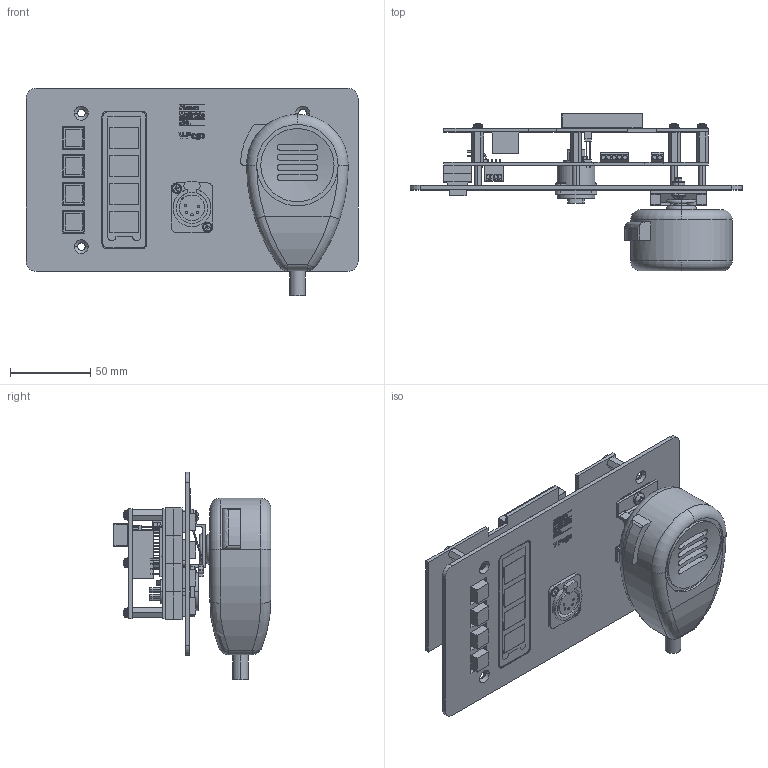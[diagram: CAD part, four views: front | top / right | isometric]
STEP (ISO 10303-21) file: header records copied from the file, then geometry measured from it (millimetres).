
FILE_DESCRIPTION (( 'STEP AP214' ), '1' );
FILE_NAME ('VP4X.STEP', '2023-09-28T20:56:10', ( '' ), ( '' ), 'SwSTEP 2.0', 'SolidWorks 2022', '' );
FILE_SCHEMA (( 'AUTOMOTIVE_DESIGN' ));
Length unit declared in the file: inch
Products named in the file (31): 541-104548.50; Parts_1; Parts (1)_1; 500-000539.50_500-000539.50; CR-PHMS 0.164-32x0.375x0.375-N_CR-PHMS 0.164-32x0.375x0.375-N; 306-104418.50; PCB-Processor Button Board v3_1; PCB-VPage Network Board_1; 24 Pin Header Extender v1; 306-104418.50_SILKSCREEN; 500-009604.50; VP4X; 500-000577.50_500-000577.50; Momentary Pushbutton v1_1; 680-009743.5; 5 Pin Screw Terminal v1; EV 600E Clip v1_1; Bel Fuse Inc. 0826-1X1T-M1-F RJ45 Port v1_1; EV 600E Micorphone v1_1; 8 Pin Right Angle Header v1; Neutrik XLR NC5FD-L-BAG-1 v1_1; Fiber Network Port v1_1; 24 Pin Header; 2 Pin Screw Terminal v1 v1; 500-000517.50_500-000517.50; Regular LW 0.112_Regular LW 0.112; PEM S-832-3 ZI--N_PEM S-832-3 ZI--N; PEM CSS-440-8 ---N_PEM CSS-440-8 ---N; PEM S-440-2 ZI--N_PEM S-440-2 ZI--N
Assembly tree (57 placements, depth 4):
  VP4X
    Neutrik XLR NC5FD-L-BAG-1 v1_1
    PCB-Processor Button Board v3_1
      PCB-Processor Button Board v3_1
      Parts_1
        8 Pin Right Angle Header v1
        24 Pin Header Extender v1
        2 Pin Screw Terminal v1 v1
        5 Pin Screw Terminal v1
        Momentary Pushbutton v1_1  x4
      680-009743.5
    EV 600E Clip v1_1
    PCB-VPage Network Board_1
      PCB-VPage Network Board_1
      Parts (1)_1
        24 Pin Header
        Bel Fuse Inc. 0826-1X1T-M1-F RJ45 Port v1_1
        Fiber Network Port v1_1
    EV 600E Micorphone v1_1
    500-000539.50_500-000539.50  x2
    500-009604.50  x5
    500-000577.50_500-000577.50  x5
    500-000517.50_500-000517.50  x5
    Regular LW 0.112_Regular LW 0.112  x5
    306-104418.50
      306-104418.50_SILKSCREEN
      PEM S-440-2 ZI--N_PEM S-440-2 ZI--N  x2
      PEM CSS-440-8 ---N_PEM CSS-440-8 ---N  x5
      PEM S-832-3 ZI--N_PEM S-832-3 ZI--N  x2
    CR-PHMS 0.164-32x0.375x0.375-N_CR-PHMS 0.164-32x0.375x0.375-N  x2
    541-104548.50
Bounding box: 207.26 x 98.49 x 129.44 mm (x, y, z)
Volume: 316620.9 mm3; surface area: 162327.3 mm2
Topology: 74 solids, 74 shells, 2800 faces, 6989 edges, 4568 vertices
Faces by surface type: plane 1997, cylinder 462, bspline 180, cone 100, sphere 34, torus 27
Entity records: 76041 total; most frequent: CARTESIAN_POINT 16106, ORIENTED_EDGE 10586, DIRECTION 9610, EDGE_CURVE 5293, LINE 4150, VECTOR 4150, VERTEX_POINT 3496, AXIS2_PLACEMENT_3D 2730
